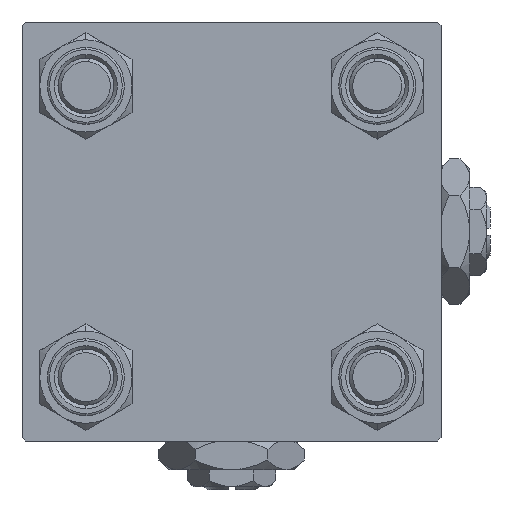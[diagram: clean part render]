
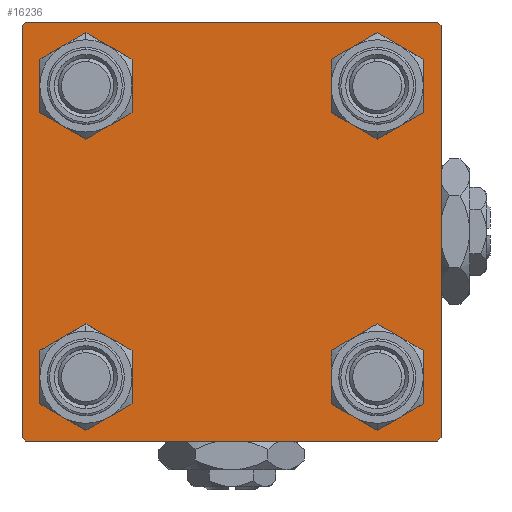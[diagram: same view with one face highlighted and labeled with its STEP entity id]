
A CAD part, left-side view. The second image highlights one B-rep face of the part: STEP entity #16236.
In plain terms, the highlighted planar face has unit normal (-1, 0, 0).
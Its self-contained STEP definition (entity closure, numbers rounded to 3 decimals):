
#5 = VECTOR ( 'NONE', #8568, 1000. ) ;
#1114 = EDGE_CURVE ( 'NONE', #1341, #34123, #47845, .T. ) ;
#1341 = VERTEX_POINT ( 'NONE', #47662 ) ;
#1688 = ORIENTED_EDGE ( 'NONE', *, *, #5877, .T. ) ;
#2159 = FACE_BOUND ( 'NONE', #14456, .T. ) ;
#2268 = DIRECTION ( 'NONE',  ( 1., 0., 0. ) ) ;
#2384 = CARTESIAN_POINT ( 'NONE',  ( 0., 20.85, -25.35 ) ) ;
#2604 = CARTESIAN_POINT ( 'NONE',  ( 0., 20.85, 20.85 ) ) ;
#2713 = EDGE_CURVE ( 'NONE', #34123, #1341, #36025, .T. ) ;
#3664 = EDGE_CURVE ( 'NONE', #4268, #28724, #17999, .T. ) ;
#4268 = VERTEX_POINT ( 'NONE', #35729 ) ;
#5333 = VERTEX_POINT ( 'NONE', #13116 ) ;
#5444 = LINE ( 'NONE', #50206, #31540 ) ;
#5877 = EDGE_CURVE ( 'NONE', #50100, #14709, #42156, .T. ) ;
#7140 = CIRCLE ( 'NONE', #8853, 4.5 ) ;
#7269 = DIRECTION ( 'NONE',  ( 0., 0., 1. ) ) ;
#7400 = AXIS2_PLACEMENT_3D ( 'NONE', #51766, #27141, #7269 ) ;
#7491 = AXIS2_PLACEMENT_3D ( 'NONE', #51063, #14774, #10797 ) ;
#7643 = VERTEX_POINT ( 'NONE', #33516 ) ;
#8221 = ORIENTED_EDGE ( 'NONE', *, *, #48971, .F. ) ;
#8284 = DIRECTION ( 'NONE',  ( 1., 0., 0. ) ) ;
#8395 = VERTEX_POINT ( 'NONE', #25593 ) ;
#8568 = DIRECTION ( 'NONE',  ( 0., 0., -1. ) ) ;
#8853 = AXIS2_PLACEMENT_3D ( 'NONE', #13727, #8284, #11470 ) ;
#9063 = EDGE_CURVE ( 'NONE', #14709, #4268, #10532, .T. ) ;
#10180 = AXIS2_PLACEMENT_3D ( 'NONE', #2604, #47095, #51079 ) ;
#10532 = LINE ( 'NONE', #35130, #25223 ) ;
#10664 = CARTESIAN_POINT ( 'NONE',  ( 0., -20.85, -25.35 ) ) ;
#10797 = DIRECTION ( 'NONE',  ( 0., 0., 1. ) ) ;
#11347 = EDGE_CURVE ( 'NONE', #34293, #5333, #18520, .T. ) ;
#11470 = DIRECTION ( 'NONE',  ( 0., 0., 1. ) ) ;
#11476 = AXIS2_PLACEMENT_3D ( 'NONE', #40026, #2268, #19914 ) ;
#11955 = DIRECTION ( 'NONE',  ( 0., -1., 0. ) ) ;
#12285 = CARTESIAN_POINT ( 'NONE',  ( 0., -30., 30. ) ) ;
#13116 = CARTESIAN_POINT ( 'NONE',  ( 0., 20.85, -16.35 ) ) ;
#13338 = DIRECTION ( 'NONE',  ( 1., 0., 0. ) ) ;
#13564 = ORIENTED_EDGE ( 'NONE', *, *, #51193, .F. ) ;
#13727 = CARTESIAN_POINT ( 'NONE',  ( 0., -20.85, 20.85 ) ) ;
#14364 = DIRECTION ( 'NONE',  ( 0., 0., 1. ) ) ;
#14456 = EDGE_LOOP ( 'NONE', ( #34359, #26244 ) ) ;
#14613 = DIRECTION ( 'NONE',  ( -1., 0., 0. ) ) ;
#14694 = ORIENTED_EDGE ( 'NONE', *, *, #2713, .T. ) ;
#14709 = VERTEX_POINT ( 'NONE', #39781 ) ;
#14774 = DIRECTION ( 'NONE',  ( 1., 0., 0. ) ) ;
#14990 = EDGE_CURVE ( 'NONE', #50133, #30860, #33842, .T. ) ;
#15089 = VERTEX_POINT ( 'NONE', #31983 ) ;
#15715 = LINE ( 'NONE', #12285, #5 ) ;
#16041 = VECTOR ( 'NONE', #47431, 1000. ) ;
#16236 = ADVANCED_FACE ( 'NONE', ( #42429, #34729, #2159, #50639, #38426 ), #38948, .T. ) ;
#17640 = DIRECTION ( 'NONE',  ( 0., -0.707, 0.707 ) ) ;
#17999 = LINE ( 'NONE', #30684, #32695 ) ;
#18069 = CARTESIAN_POINT ( 'NONE',  ( 0., 30., 30. ) ) ;
#18241 = EDGE_CURVE ( 'NONE', #28724, #15089, #5444, .T. ) ;
#18520 = CIRCLE ( 'NONE', #27803, 4.5 ) ;
#19702 = EDGE_CURVE ( 'NONE', #7643, #50100, #30649, .T. ) ;
#19914 = DIRECTION ( 'NONE',  ( 0., 0., 1. ) ) ;
#21338 = ORIENTED_EDGE ( 'NONE', *, *, #1114, .T. ) ;
#21375 = CARTESIAN_POINT ( 'NONE',  ( 0., -20.85, 16.35 ) ) ;
#22561 = CARTESIAN_POINT ( 'NONE',  ( 0., -30., 29.5 ) ) ;
#22772 = VERTEX_POINT ( 'NONE', #22561 ) ;
#23274 = EDGE_CURVE ( 'NONE', #42136, #51621, #7140, .T. ) ;
#23555 = ORIENTED_EDGE ( 'NONE', *, *, #30702, .T. ) ;
#25223 = VECTOR ( 'NONE', #38845, 1000. ) ;
#25593 = CARTESIAN_POINT ( 'NONE',  ( 0., -29.5, 30. ) ) ;
#25612 = CARTESIAN_POINT ( 'NONE',  ( 0., -20.85, -20.85 ) ) ;
#25677 = AXIS2_PLACEMENT_3D ( 'NONE', #50901, #14613, #14364 ) ;
#25865 = DIRECTION ( 'NONE',  ( 1., 0., 0. ) ) ;
#26244 = ORIENTED_EDGE ( 'NONE', *, *, #11347, .T. ) ;
#26779 = LINE ( 'NONE', #43440, #16041 ) ;
#27141 = DIRECTION ( 'NONE',  ( 1., 0., 0. ) ) ;
#27803 = AXIS2_PLACEMENT_3D ( 'NONE', #36609, #13338, #37141 ) ;
#28724 = VERTEX_POINT ( 'NONE', #39834 ) ;
#29169 = CARTESIAN_POINT ( 'NONE',  ( 0., -20.85, 25.35 ) ) ;
#29518 = ORIENTED_EDGE ( 'NONE', *, *, #19702, .T. ) ;
#29908 = VECTOR ( 'NONE', #46287, 1000. ) ;
#30097 = DIRECTION ( 'NONE',  ( 0., 0., 1. ) ) ;
#30362 = CIRCLE ( 'NONE', #7491, 4.5 ) ;
#30649 = LINE ( 'NONE', #38066, #29908 ) ;
#30684 = CARTESIAN_POINT ( 'NONE',  ( 0., 30., -30. ) ) ;
#30702 = EDGE_CURVE ( 'NONE', #30860, #50133, #42952, .T. ) ;
#30860 = VERTEX_POINT ( 'NONE', #44871 ) ;
#31540 = VECTOR ( 'NONE', #17640, 1000. ) ;
#31983 = CARTESIAN_POINT ( 'NONE',  ( 0., -30., -29.5 ) ) ;
#32695 = VECTOR ( 'NONE', #34896, 1000. ) ;
#33078 = EDGE_LOOP ( 'NONE', ( #44368, #23555 ) ) ;
#33516 = CARTESIAN_POINT ( 'NONE',  ( 0., 29.5, 30. ) ) ;
#33842 = CIRCLE ( 'NONE', #10180, 4.5 ) ;
#34123 = VERTEX_POINT ( 'NONE', #10664 ) ;
#34293 = VERTEX_POINT ( 'NONE', #2384 ) ;
#34359 = ORIENTED_EDGE ( 'NONE', *, *, #34624, .T. ) ;
#34624 = EDGE_CURVE ( 'NONE', #5333, #34293, #44641, .T. ) ;
#34729 = FACE_BOUND ( 'NONE', #40736, .T. ) ;
#34896 = DIRECTION ( 'NONE',  ( 0., -1., 0. ) ) ;
#35130 = CARTESIAN_POINT ( 'NONE',  ( 0., 29.75, -29.75 ) ) ;
#35140 = DIRECTION ( 'NONE',  ( 0., 0., 1. ) ) ;
#35525 = ORIENTED_EDGE ( 'NONE', *, *, #18241, .T. ) ;
#35729 = CARTESIAN_POINT ( 'NONE',  ( 0., 29.5, -30. ) ) ;
#36025 = CIRCLE ( 'NONE', #43636, 4.5 ) ;
#36609 = CARTESIAN_POINT ( 'NONE',  ( 0., 20.85, -20.85 ) ) ;
#37038 = CARTESIAN_POINT ( 'NONE',  ( 0., 20.85, -20.85 ) ) ;
#37141 = DIRECTION ( 'NONE',  ( 0., 0., 1. ) ) ;
#38066 = CARTESIAN_POINT ( 'NONE',  ( 0., 29.75, 29.75 ) ) ;
#38416 = DIRECTION ( 'NONE',  ( 0., 0., -1. ) ) ;
#38426 = FACE_OUTER_BOUND ( 'NONE', #40390, .T. ) ;
#38524 = ORIENTED_EDGE ( 'NONE', *, *, #49620, .T. ) ;
#38822 = CARTESIAN_POINT ( 'NONE',  ( 0., 20.85, 25.35 ) ) ;
#38845 = DIRECTION ( 'NONE',  ( 0., -0.707, -0.707 ) ) ;
#38948 = PLANE ( 'NONE',  #25677 ) ;
#39781 = CARTESIAN_POINT ( 'NONE',  ( 0., 30., -29.5 ) ) ;
#39834 = CARTESIAN_POINT ( 'NONE',  ( 0., -29.5, -30. ) ) ;
#39943 = ORIENTED_EDGE ( 'NONE', *, *, #44457, .T. ) ;
#40026 = CARTESIAN_POINT ( 'NONE',  ( 0., -20.85, -20.85 ) ) ;
#40390 = EDGE_LOOP ( 'NONE', ( #1688, #46284, #44866, #35525, #13564, #38524, #8221, #29518 ) ) ;
#40736 = EDGE_LOOP ( 'NONE', ( #21338, #14694 ) ) ;
#41960 = VECTOR ( 'NONE', #38416, 1000. ) ;
#42136 = VERTEX_POINT ( 'NONE', #21375 ) ;
#42156 = LINE ( 'NONE', #18069, #41960 ) ;
#42278 = ORIENTED_EDGE ( 'NONE', *, *, #23274, .T. ) ;
#42429 = FACE_BOUND ( 'NONE', #50588, .T. ) ;
#42952 = CIRCLE ( 'NONE', #7400, 4.5 ) ;
#43440 = CARTESIAN_POINT ( 'NONE',  ( 0., -29.75, 29.75 ) ) ;
#43636 = AXIS2_PLACEMENT_3D ( 'NONE', #25612, #25865, #30097 ) ;
#43989 = CARTESIAN_POINT ( 'NONE',  ( 0., 30., 30. ) ) ;
#44368 = ORIENTED_EDGE ( 'NONE', *, *, #14990, .T. ) ;
#44457 = EDGE_CURVE ( 'NONE', #51621, #42136, #30362, .T. ) ;
#44641 = CIRCLE ( 'NONE', #46367, 4.5 ) ;
#44866 = ORIENTED_EDGE ( 'NONE', *, *, #3664, .T. ) ;
#44871 = CARTESIAN_POINT ( 'NONE',  ( 0., 20.85, 16.35 ) ) ;
#46284 = ORIENTED_EDGE ( 'NONE', *, *, #9063, .T. ) ;
#46287 = DIRECTION ( 'NONE',  ( 0., 0.707, -0.707 ) ) ;
#46367 = AXIS2_PLACEMENT_3D ( 'NONE', #37038, #50816, #35140 ) ;
#47095 = DIRECTION ( 'NONE',  ( 1., 0., 0. ) ) ;
#47190 = LINE ( 'NONE', #43989, #51505 ) ;
#47303 = CARTESIAN_POINT ( 'NONE',  ( 0., 30., 29.5 ) ) ;
#47431 = DIRECTION ( 'NONE',  ( 0., 0.707, 0.707 ) ) ;
#47662 = CARTESIAN_POINT ( 'NONE',  ( 0., -20.85, -16.35 ) ) ;
#47845 = CIRCLE ( 'NONE', #11476, 4.5 ) ;
#48971 = EDGE_CURVE ( 'NONE', #7643, #8395, #47190, .T. ) ;
#49620 = EDGE_CURVE ( 'NONE', #22772, #8395, #26779, .T. ) ;
#50100 = VERTEX_POINT ( 'NONE', #47303 ) ;
#50133 = VERTEX_POINT ( 'NONE', #38822 ) ;
#50206 = CARTESIAN_POINT ( 'NONE',  ( 0., -29.75, -29.75 ) ) ;
#50588 = EDGE_LOOP ( 'NONE', ( #39943, #42278 ) ) ;
#50639 = FACE_BOUND ( 'NONE', #33078, .T. ) ;
#50816 = DIRECTION ( 'NONE',  ( 1., 0., 0. ) ) ;
#50901 = CARTESIAN_POINT ( 'NONE',  ( 0., 0., 0. ) ) ;
#51063 = CARTESIAN_POINT ( 'NONE',  ( 0., -20.85, 20.85 ) ) ;
#51079 = DIRECTION ( 'NONE',  ( 0., 0., 1. ) ) ;
#51193 = EDGE_CURVE ( 'NONE', #22772, #15089, #15715, .T. ) ;
#51505 = VECTOR ( 'NONE', #11955, 1000. ) ;
#51621 = VERTEX_POINT ( 'NONE', #29169 ) ;
#51766 = CARTESIAN_POINT ( 'NONE',  ( 0., 20.85, 20.85 ) ) ;
